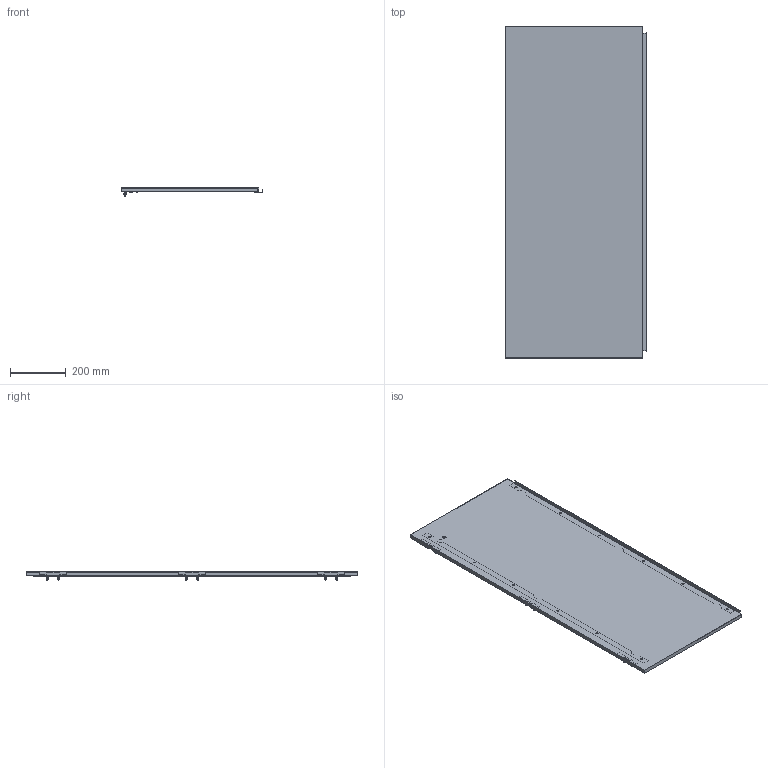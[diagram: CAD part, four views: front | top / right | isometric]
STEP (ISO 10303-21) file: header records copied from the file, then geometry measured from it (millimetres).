
FILE_DESCRIPTION (( 'STEP AP214' ), '1' );
FILE_NAME ('3351-1012-01-90.step', '2024-01-10T06:37:08', ( '' ), ( '' ), 'SwSTEP 2.0', 'SolidWorks 2019', '' );
FILE_SCHEMA (( 'AUTOMOTIVE_DESIGN' ));
Length unit declared in the file: millimetre
Products named in the file (1): 3351-1012-01-90
Bounding box: 510.5 x 1194 x 30 mm (x, y, z)
Volume: 1546567.3 mm3; surface area: 1565080.4 mm2
Topology: 21 solids, 21 shells, 1079 faces, 2724 edges, 1762 vertices
Faces by surface type: plane 570, cylinder 467, torus 30, sphere 12
Entity records: 33338 total; most frequent: DIRECTION 5926, CARTESIAN_POINT 5530, ORIENTED_EDGE 5400, EDGE_CURVE 2700, AXIS2_PLACEMENT_3D 2146, VERTEX_POINT 1750, VECTOR 1634, LINE 1634
